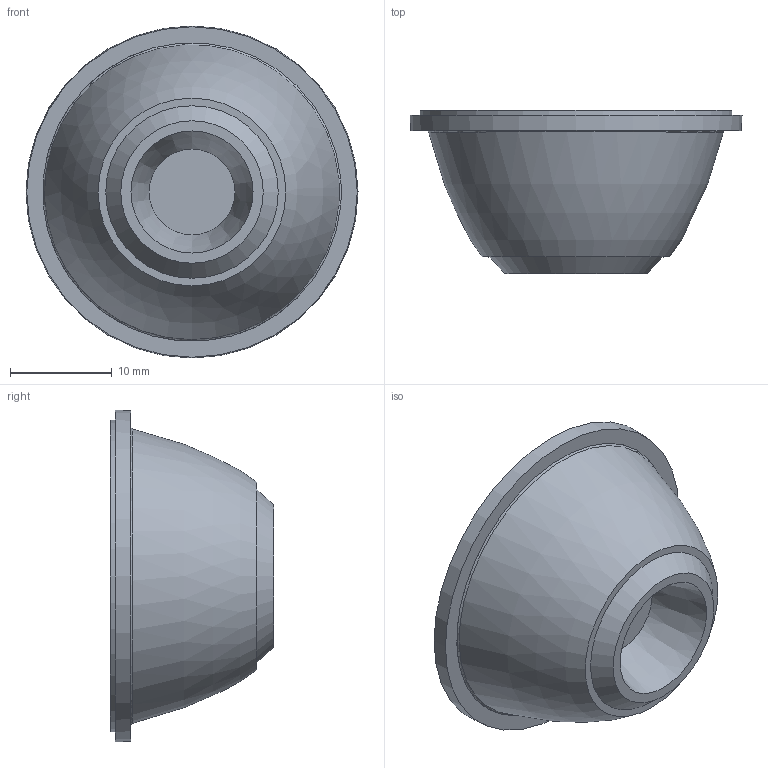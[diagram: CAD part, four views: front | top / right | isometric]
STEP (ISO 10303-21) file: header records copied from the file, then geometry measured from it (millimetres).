
FILE_DESCRIPTION(('STEP AP214'),'1');
FILE_NAME('220627_X72205_3D_LLC05V_Commercial.stp','2022-06-27T08:36:21',(' '),(' '),'Spatial InterOp 3D',' ',' ');
FILE_SCHEMA(('AUTOMOTIVE_DESIGN { 1 0 10303 214 1 1 1 1 }'));
Length unit declared in the file: millimetre
Products named in the file (1): 210627_X72205_3D_LLC05V_Commercial
Bounding box: 32.63 x 16.05 x 32.63 mm (x, y, z)
Volume: 7481.8 mm3; surface area: 2685.5 mm2
Topology: 1 solids, 1 shells, 13 faces, 22 edges, 15 vertices
Faces by surface type: plane 6, cone 3, revolution 2, torus 2
Entity records: 469 total; most frequent: CARTESIAN_POINT 86, DIRECTION 56, ORIENTED_EDGE 30, AXIS2_PLACEMENT_3D 27, EDGE_LOOP 22, FACE_OUTER_BOUND 15, EDGE_CURVE 15, CIRCLE 15
